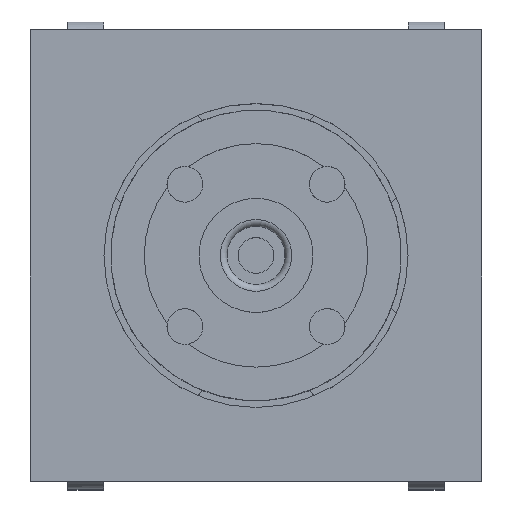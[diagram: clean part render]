
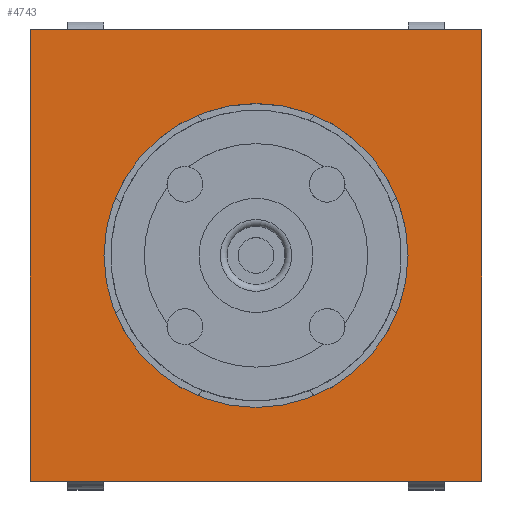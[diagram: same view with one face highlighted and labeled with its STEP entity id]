
A CAD part, top view. The second image highlights one B-rep face of the part: STEP entity #4743.
In plain terms, the highlighted planar face has unit normal (0, 0, 1).
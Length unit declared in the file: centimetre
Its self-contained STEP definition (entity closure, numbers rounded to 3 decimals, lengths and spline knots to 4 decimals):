
#254=LINE('',#7489,#774);
#260=LINE('',#7499,#780);
#265=LINE('',#7507,#785);
#270=LINE('',#7514,#790);
#774=VECTOR('',#6091,1.);
#780=VECTOR('',#6099,1.);
#785=VECTOR('',#6106,1.);
#790=VECTOR('',#6113,1.);
#1137=FACE_BOUND('',#1540,.T.);
#1267=FACE_OUTER_BOUND('',#1539,.T.);
#1539=EDGE_LOOP('',(#3700,#3701,#3702,#3703));
#1540=EDGE_LOOP('',(#3704));
#1816=CIRCLE('',#5156,0.34);
#2114=VERTEX_POINT('',#7481);
#2115=VERTEX_POINT('',#7487);
#2116=VERTEX_POINT('',#7488);
#2119=VERTEX_POINT('',#7498);
#2121=VERTEX_POINT('',#7506);
#2681=EDGE_CURVE('',#2114,#2114,#1816,.T.);
#2683=EDGE_CURVE('',#2115,#2116,#254,.T.);
#2689=EDGE_CURVE('',#2116,#2119,#260,.T.);
#2694=EDGE_CURVE('',#2119,#2121,#265,.T.);
#2699=EDGE_CURVE('',#2121,#2115,#270,.T.);
#3700=ORIENTED_EDGE('',*,*,#2683,.F.);
#3701=ORIENTED_EDGE('',*,*,#2699,.F.);
#3702=ORIENTED_EDGE('',*,*,#2694,.F.);
#3703=ORIENTED_EDGE('',*,*,#2689,.F.);
#3704=ORIENTED_EDGE('',*,*,#2681,.T.);
#4505=PLANE('',#5163);
#4743=ADVANCED_FACE('',(#1267,#1137),#4505,.T.);
#5156=AXIS2_PLACEMENT_3D('',#7483,#6083,#6084);
#5163=AXIS2_PLACEMENT_3D('',#7518,#6117,#6118);
#6083=DIRECTION('center_axis',(0.,0.,-1.));
#6084=DIRECTION('ref_axis',(1.,0.,0.));
#6091=DIRECTION('',(0.,-1.,0.));
#6099=DIRECTION('',(-1.,0.,0.));
#6106=DIRECTION('',(0.,1.,0.));
#6113=DIRECTION('',(1.,0.,0.));
#6117=DIRECTION('center_axis',(0.,0.,1.));
#6118=DIRECTION('ref_axis',(1.,0.,0.));
#7481=CARTESIAN_POINT('',(-0.34,0.,0.44));
#7483=CARTESIAN_POINT('Origin',(0.,0.,0.44));
#7487=CARTESIAN_POINT('',(0.505,0.505,0.44));
#7488=CARTESIAN_POINT('',(0.505,-0.505,0.44));
#7489=CARTESIAN_POINT('',(0.505,0.505,0.44));
#7498=CARTESIAN_POINT('',(-0.505,-0.505,0.44));
#7499=CARTESIAN_POINT('',(0.505,-0.505,0.44));
#7506=CARTESIAN_POINT('',(-0.505,0.505,0.44));
#7507=CARTESIAN_POINT('',(-0.505,-0.505,0.44));
#7514=CARTESIAN_POINT('',(-0.505,0.505,0.44));
#7518=CARTESIAN_POINT('Origin',(0.,0.,0.44));
